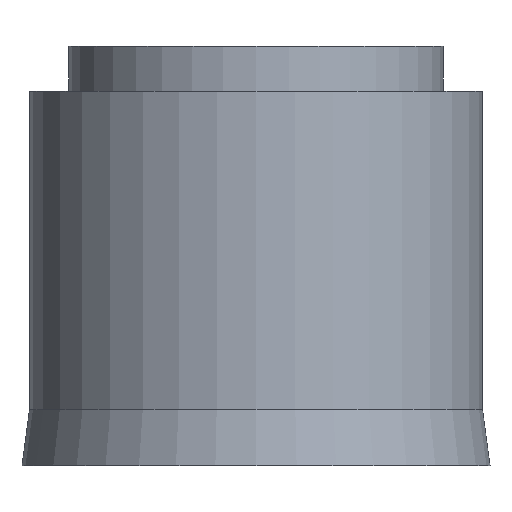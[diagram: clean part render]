
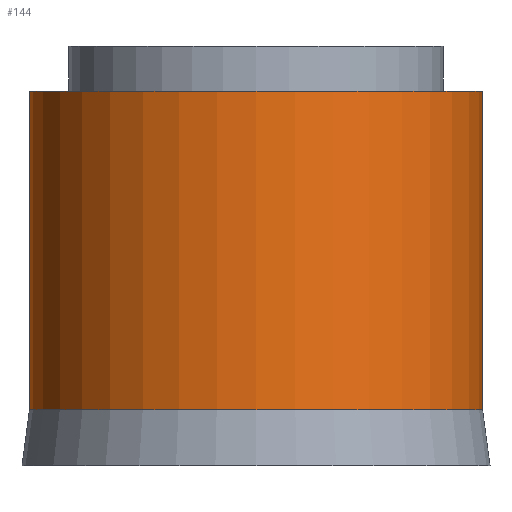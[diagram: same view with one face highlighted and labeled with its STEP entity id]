
A CAD part, front view. The second image highlights one B-rep face of the part: STEP entity #144.
In plain terms, the highlighted cylindrical face has radius 60.5 mm (diameter 121 mm), a full revolution.
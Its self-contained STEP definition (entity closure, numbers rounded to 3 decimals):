
#33=CYLINDRICAL_SURFACE('',#179,60.5);
#37=FACE_OUTER_BOUND('',#47,.T.);
#47=EDGE_LOOP('',(#112,#113,#114,#115));
#61=LINE('',#266,#67);
#67=VECTOR('',#213,60.5);
#72=CIRCLE('',#177,60.5);
#74=CIRCLE('',#180,60.5);
#82=VERTEX_POINT('',#258);
#84=VERTEX_POINT('',#264);
#92=EDGE_CURVE('',#82,#82,#72,.T.);
#95=EDGE_CURVE('',#84,#84,#74,.T.);
#96=EDGE_CURVE('',#84,#82,#61,.T.);
#112=ORIENTED_EDGE('',*,*,#95,.F.);
#113=ORIENTED_EDGE('',*,*,#96,.T.);
#114=ORIENTED_EDGE('',*,*,#92,.T.);
#115=ORIENTED_EDGE('',*,*,#96,.F.);
#144=ADVANCED_FACE('',(#37),#33,.T.);
#177=AXIS2_PLACEMENT_3D('',#259,#204,#205);
#179=AXIS2_PLACEMENT_3D('',#263,#209,#210);
#180=AXIS2_PLACEMENT_3D('',#265,#211,#212);
#204=DIRECTION('center_axis',(0.,0.,1.));
#205=DIRECTION('ref_axis',(1.,0.,0.));
#209=DIRECTION('center_axis',(0.,0.,1.));
#210=DIRECTION('ref_axis',(0.,-1.,0.));
#211=DIRECTION('center_axis',(0.,0.,1.));
#212=DIRECTION('ref_axis',(1.,0.,0.));
#213=DIRECTION('',(0.,0.,-1.));
#258=CARTESIAN_POINT('',(0.,60.5,-185.));
#259=CARTESIAN_POINT('Origin',(0.,0.,-185.));
#263=CARTESIAN_POINT('Origin',(0.,0.,-142.5));
#264=CARTESIAN_POINT('',(0.,60.5,-100.));
#265=CARTESIAN_POINT('Origin',(0.,0.,-100.));
#266=CARTESIAN_POINT('',(0.,60.5,-142.5));
